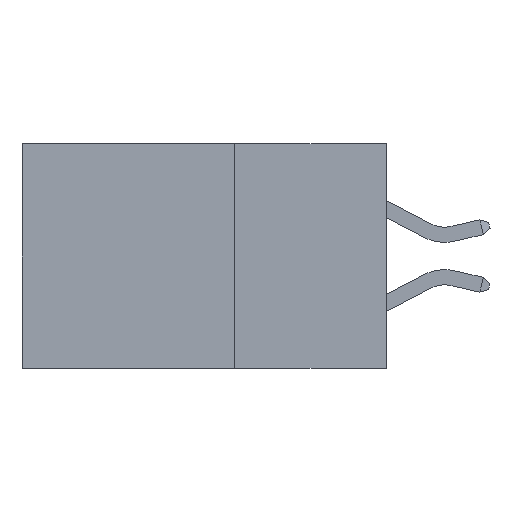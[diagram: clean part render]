
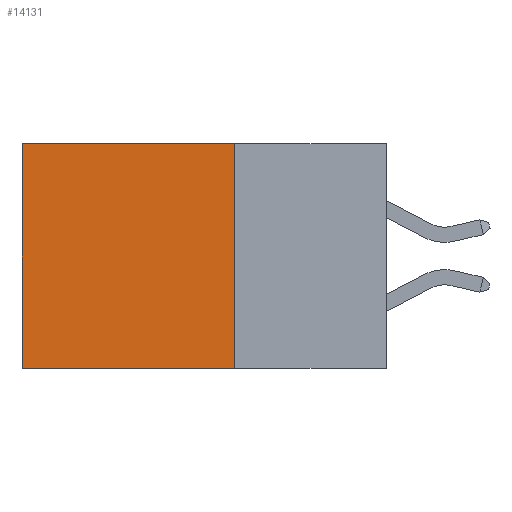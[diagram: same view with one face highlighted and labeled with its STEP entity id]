
A CAD part, left-side view. The second image highlights one B-rep face of the part: STEP entity #14131.
In plain terms, the highlighted planar face has unit normal (-1, 0, 0).
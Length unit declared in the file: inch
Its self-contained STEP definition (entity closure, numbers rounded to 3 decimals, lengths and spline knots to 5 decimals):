
#3 = VECTOR ( 'NONE', #7471, 39.37008 ) ;
#1138 = EDGE_CURVE ( 'NONE', #11657, #8372, #13805, .T. ) ;
#1170 = AXIS2_PLACEMENT_3D ( 'NONE', #12424, #8889, #3309 ) ;
#1280 = VECTOR ( 'NONE', #8199, 39.37008 ) ;
#1935 = VECTOR ( 'NONE', #6718, 39.37008 ) ;
#2836 = LINE ( 'NONE', #13087, #3 ) ;
#3309 = DIRECTION ( 'NONE',  ( 0., 0., -1. ) ) ;
#3712 = CARTESIAN_POINT ( 'NONE',  ( 0.2615, 0.25, 0. ) ) ;
#4419 = ORIENTED_EDGE ( 'NONE', *, *, #11514, .T. ) ;
#4480 = CARTESIAN_POINT ( 'NONE',  ( 0.2615, 0.6, -0.37 ) ) ;
#4542 = VECTOR ( 'NONE', #5957, 39.37008 ) ;
#5231 = EDGE_LOOP ( 'NONE', ( #4419, #13849, #13827, #14226 ) ) ;
#5720 = FACE_OUTER_BOUND ( 'NONE', #5231, .T. ) ;
#5879 = LINE ( 'NONE', #9273, #4542 ) ;
#5957 = DIRECTION ( 'NONE',  ( 0., 0., -1. ) ) ;
#5991 = CARTESIAN_POINT ( 'NONE',  ( 0.2615, 0.6, 0. ) ) ;
#6718 = DIRECTION ( 'NONE',  ( 0., 0., -1. ) ) ;
#7471 = DIRECTION ( 'NONE',  ( 0., 1., 0. ) ) ;
#7834 = LINE ( 'NONE', #12328, #1935 ) ;
#7862 = PLANE ( 'NONE',  #1170 ) ;
#8199 = DIRECTION ( 'NONE',  ( 0., 1., 0. ) ) ;
#8372 = VERTEX_POINT ( 'NONE', #5991 ) ;
#8889 = DIRECTION ( 'NONE',  ( 1., 0., 0. ) ) ;
#9273 = CARTESIAN_POINT ( 'NONE',  ( 0.2615, 0.6, -0.37 ) ) ;
#9859 = CARTESIAN_POINT ( 'NONE',  ( 0.2615, 0.25, 0. ) ) ;
#10947 = EDGE_CURVE ( 'NONE', #11657, #13857, #7834, .T. ) ;
#11514 = EDGE_CURVE ( 'NONE', #8372, #13207, #5879, .T. ) ;
#11657 = VERTEX_POINT ( 'NONE', #9859 ) ;
#12328 = CARTESIAN_POINT ( 'NONE',  ( 0.2615, 0.25, -0.37 ) ) ;
#12424 = CARTESIAN_POINT ( 'NONE',  ( 0.2615, 0.25, -0.37 ) ) ;
#13087 = CARTESIAN_POINT ( 'NONE',  ( 0.2615, 0.25, -0.37 ) ) ;
#13207 = VERTEX_POINT ( 'NONE', #4480 ) ;
#13805 = LINE ( 'NONE', #3712, #1280 ) ;
#13827 = ORIENTED_EDGE ( 'NONE', *, *, #10947, .F. ) ;
#13849 = ORIENTED_EDGE ( 'NONE', *, *, #14553, .F. ) ;
#13857 = VERTEX_POINT ( 'NONE', #14458 ) ;
#14131 = ADVANCED_FACE ( 'NONE', ( #5720 ), #7862, .F. ) ;
#14226 = ORIENTED_EDGE ( 'NONE', *, *, #1138, .T. ) ;
#14458 = CARTESIAN_POINT ( 'NONE',  ( 0.2615, 0.25, -0.37 ) ) ;
#14553 = EDGE_CURVE ( 'NONE', #13857, #13207, #2836, .T. ) ;
